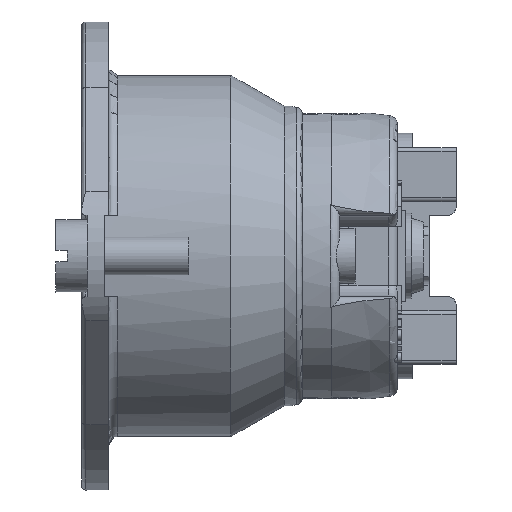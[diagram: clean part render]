
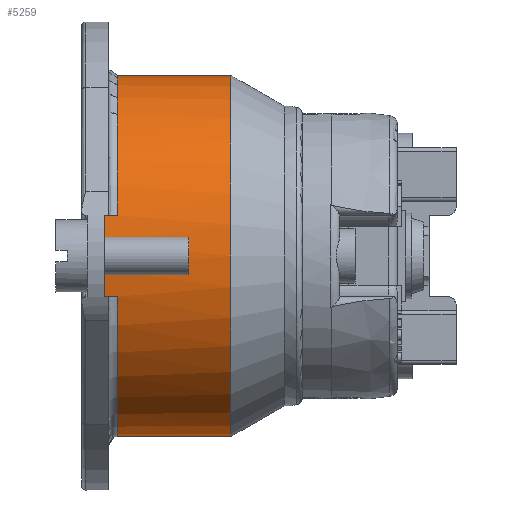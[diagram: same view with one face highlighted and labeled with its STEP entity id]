
A CAD part, front view. The second image highlights one B-rep face of the part: STEP entity #5259.
In plain terms, the highlighted cylindrical face has radius 15.875 mm (diameter 31.75 mm), a partial arc.
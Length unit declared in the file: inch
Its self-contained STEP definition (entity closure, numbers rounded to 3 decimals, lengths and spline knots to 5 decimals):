
#1547 = VECTOR ( 'NONE', #9325, 39.37008 ) ;
#1631 = ORIENTED_EDGE ( 'NONE', *, *, #9440, .F. ) ;
#1797 = CARTESIAN_POINT ( 'NONE',  ( 0.26426, -0.609, -0.1405 ) ) ;
#2385 = EDGE_CURVE ( 'NONE', #6043, #9748, #24151, .T. ) ;
#2797 = ORIENTED_EDGE ( 'NONE', *, *, #32242, .F. ) ;
#3424 = CARTESIAN_POINT ( 'NONE',  ( 0.26426, -0.609, 0.1405 ) ) ;
#3509 = AXIS2_PLACEMENT_3D ( 'NONE', #17143, #14427, #23087 ) ;
#4994 = VECTOR ( 'NONE', #29198, 39.37008 ) ;
#5259 = ADVANCED_FACE ( 'NONE', ( #13532 ), #31545, .T. ) ;
#6043 = VERTEX_POINT ( 'NONE', #31381 ) ;
#7105 = DIRECTION ( 'NONE',  ( 0., -0.974, 0.225 ) ) ;
#7898 = CARTESIAN_POINT ( 'NONE',  ( 0.21826, 0., 0. ) ) ;
#8177 = ORIENTED_EDGE ( 'NONE', *, *, #22824, .T. ) ;
#8311 = DIRECTION ( 'NONE',  ( 0., 0., -1. ) ) ;
#8488 = VERTEX_POINT ( 'NONE', #15328 ) ;
#9092 = LINE ( 'NONE', #29407, #18793 ) ;
#9325 = DIRECTION ( 'NONE',  ( -1., 0., 0. ) ) ;
#9440 = EDGE_CURVE ( 'NONE', #19493, #25339, #9092, .T. ) ;
#9748 = VERTEX_POINT ( 'NONE', #25528 ) ;
#10016 = CARTESIAN_POINT ( 'NONE',  ( 0.26426, -0.609, -0.1405 ) ) ;
#10085 = CIRCLE ( 'NONE', #22823, 0.625 ) ;
#11632 = CARTESIAN_POINT ( 'NONE',  ( 0.65693, 0., 0.625 ) ) ;
#12011 = ORIENTED_EDGE ( 'NONE', *, *, #2385, .T. ) ;
#13081 = CIRCLE ( 'NONE', #27061, 0.625 ) ;
#13411 = CARTESIAN_POINT ( 'NONE',  ( 0.26426, 0., -0.625 ) ) ;
#13482 = AXIS2_PLACEMENT_3D ( 'NONE', #37314, #31697, #8311 ) ;
#13532 = FACE_OUTER_BOUND ( 'NONE', #26465, .T. ) ;
#13817 = DIRECTION ( 'NONE',  ( -1., 0., 0. ) ) ;
#14427 = DIRECTION ( 'NONE',  ( -1., 0., 0. ) ) ;
#15328 = CARTESIAN_POINT ( 'NONE',  ( 0.65693, 0., -0.625 ) ) ;
#15808 = DIRECTION ( 'NONE',  ( 1., 0., 0. ) ) ;
#15822 = EDGE_CURVE ( 'NONE', #26217, #30670, #28213, .T. ) ;
#17143 = CARTESIAN_POINT ( 'NONE',  ( 0.65693, 0., 0. ) ) ;
#17809 = EDGE_CURVE ( 'NONE', #32236, #26217, #23763, .T. ) ;
#18793 = VECTOR ( 'NONE', #26425, 39.37008 ) ;
#18979 = VECTOR ( 'NONE', #36566, 39.37008 ) ;
#19493 = VERTEX_POINT ( 'NONE', #32699 ) ;
#22306 = CARTESIAN_POINT ( 'NONE',  ( 0.26426, 0., 0. ) ) ;
#22823 = AXIS2_PLACEMENT_3D ( 'NONE', #22306, #36477, #7105 ) ;
#22824 = EDGE_CURVE ( 'NONE', #32236, #8488, #22990, .T. ) ;
#22990 = LINE ( 'NONE', #34628, #4994 ) ;
#23087 = DIRECTION ( 'NONE',  ( 0., 0., -1. ) ) ;
#23763 = CIRCLE ( 'NONE', #13482, 0.625 ) ;
#24151 = LINE ( 'NONE', #3424, #1547 ) ;
#24201 = ORIENTED_EDGE ( 'NONE', *, *, #25848, .T. ) ;
#25339 = VERTEX_POINT ( 'NONE', #11632 ) ;
#25528 = CARTESIAN_POINT ( 'NONE',  ( 0.21826, -0.609, 0.1405 ) ) ;
#25848 = EDGE_CURVE ( 'NONE', #8488, #25339, #34750, .T. ) ;
#26053 = CARTESIAN_POINT ( 'NONE',  ( 0.21826, -0.609, -0.1405 ) ) ;
#26217 = VERTEX_POINT ( 'NONE', #1797 ) ;
#26335 = ORIENTED_EDGE ( 'NONE', *, *, #17809, .F. ) ;
#26425 = DIRECTION ( 'NONE',  ( 1., 0., 0. ) ) ;
#26465 = EDGE_LOOP ( 'NONE', ( #24201, #1631, #2797, #12011, #30478, #30677, #26335, #8177 ) ) ;
#27061 = AXIS2_PLACEMENT_3D ( 'NONE', #7898, #13817, #31503 ) ;
#28213 = LINE ( 'NONE', #10016, #18979 ) ;
#28838 = DIRECTION ( 'NONE',  ( 0., 0.104, 0.995 ) ) ;
#29198 = DIRECTION ( 'NONE',  ( 1., 0., 0. ) ) ;
#29407 = CARTESIAN_POINT ( 'NONE',  ( 0.26426, 0., 0.625 ) ) ;
#30478 = ORIENTED_EDGE ( 'NONE', *, *, #36385, .F. ) ;
#30670 = VERTEX_POINT ( 'NONE', #26053 ) ;
#30677 = ORIENTED_EDGE ( 'NONE', *, *, #15822, .F. ) ;
#31381 = CARTESIAN_POINT ( 'NONE',  ( 0.26426, -0.609, 0.1405 ) ) ;
#31503 = DIRECTION ( 'NONE',  ( 0., -0.974, -0.225 ) ) ;
#31545 = CYLINDRICAL_SURFACE ( 'NONE', #35202, 0.625 ) ;
#31697 = DIRECTION ( 'NONE',  ( -1., 0., 0. ) ) ;
#32236 = VERTEX_POINT ( 'NONE', #13411 ) ;
#32242 = EDGE_CURVE ( 'NONE', #6043, #19493, #10085, .T. ) ;
#32699 = CARTESIAN_POINT ( 'NONE',  ( 0.26426, 0., 0.625 ) ) ;
#33496 = CARTESIAN_POINT ( 'NONE',  ( 0.20729, 0., 0. ) ) ;
#34628 = CARTESIAN_POINT ( 'NONE',  ( 0.26426, 0., -0.625 ) ) ;
#34750 = CIRCLE ( 'NONE', #3509, 0.625 ) ;
#35202 = AXIS2_PLACEMENT_3D ( 'NONE', #33496, #15808, #28838 ) ;
#36385 = EDGE_CURVE ( 'NONE', #30670, #9748, #13081, .T. ) ;
#36477 = DIRECTION ( 'NONE',  ( -1., 0., 0. ) ) ;
#36566 = DIRECTION ( 'NONE',  ( -1., 0., 0. ) ) ;
#37314 = CARTESIAN_POINT ( 'NONE',  ( 0.26426, 0., 0. ) ) ;
